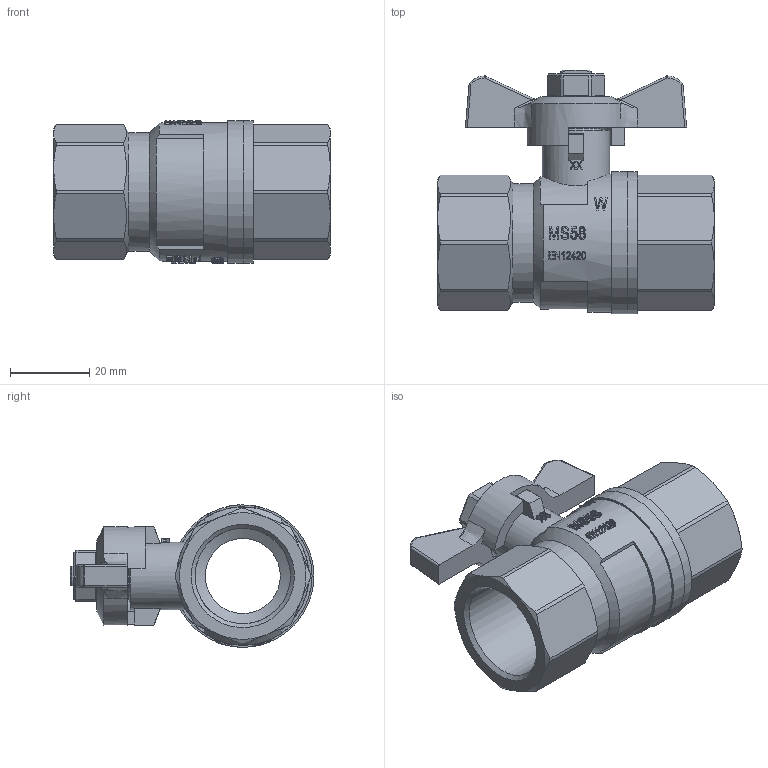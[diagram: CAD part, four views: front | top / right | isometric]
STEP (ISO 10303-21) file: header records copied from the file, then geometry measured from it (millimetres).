
FILE_DESCRIPTION(/* description */ ('Unknown'),/* implementation_level */ '2;1');
FILE_NAME(/* name */ '766-05',/* time_stamp */ '2022-08-09T09:18:06+02:00',/* author */ ('Unknown'),/* organization */ ('Unknown'),/* preprocessor_version */ 'ST-DEVELOPER v16.7',/* originating_system */ 'Solid Edge',/* authorisation */ 'Unknown');
FILE_SCHEMA (('AP203_CONFIGURATION_CONTROLLED_3D_DESIGN_OF_MECHANICAL_PARTS_AND_ASSEMBLIES_MIM_LF { 1 0 10303 203 3 1 4 }','AP242_MANAGED_MODEL_BASED_3D_ENGINEERING_MIM_LF { 1 0 10303 442 1 1 4 }','AUTOMOTIVE_DESIGN {1 0 10303 214 3 1 1}'));
Length unit declared in the file: millimetre
Products named in the file (9): 2.766.020; 756-3_4-Kvrper-co_oa_0; 756-3_4-Kvrper; 756-3_4-Einschraubteil; 756-3_4-Spindel zus._oa_1; 756-3_4-Stopfbuchse; 756-3_4-Spindel; Flügelgriff 1_4 - 3_4; M8
Assembly tree (8 placements, depth 3):
  2.766.020
    756-3_4-Kvrper-co_oa_0
      756-3_4-Kvrper
      756-3_4-Einschraubteil
    756-3_4-Spindel zus._oa_1
      756-3_4-Stopfbuchse
      756-3_4-Spindel
    Flügelgriff 1_4 - 3_4
    M8
Bounding box: 70 x 61.7 x 36 mm (x, y, z)
Volume: 34111.8 mm3; surface area: 23862 mm2
Topology: 6 solids, 6 shells, 1266 faces, 3541 edges, 2342 vertices
Faces by surface type: plane 1083, cylinder 112, cone 42, bspline 18, sphere 10, torus 1
Full cylindrical faces by diameter (mm): 6.6 x1, 6.647 x1, 8.9 x2, 9.1 x1, 9.3 x1, 10.5 x1, 10.8 x1, 12 x1, 12.5 x1, 14 x1, 16 x1, 17 x1, 18.5 x1, 19 x2, 24.117 x2, 26 x2, 30 x1, 30.5 x1, 32 x1, 32.5 x1, 35 x1, 36 x2
Entity records: 51958 total; most frequent: CARTESIAN_POINT 9750, DIRECTION 7863, ORIENTED_EDGE 6930, EDGE_CURVE 3465, AXIS2_PLACEMENT_3D 3241, VERTEX_POINT 2318, ELLIPSE 1630, EDGE_LOOP 1385
